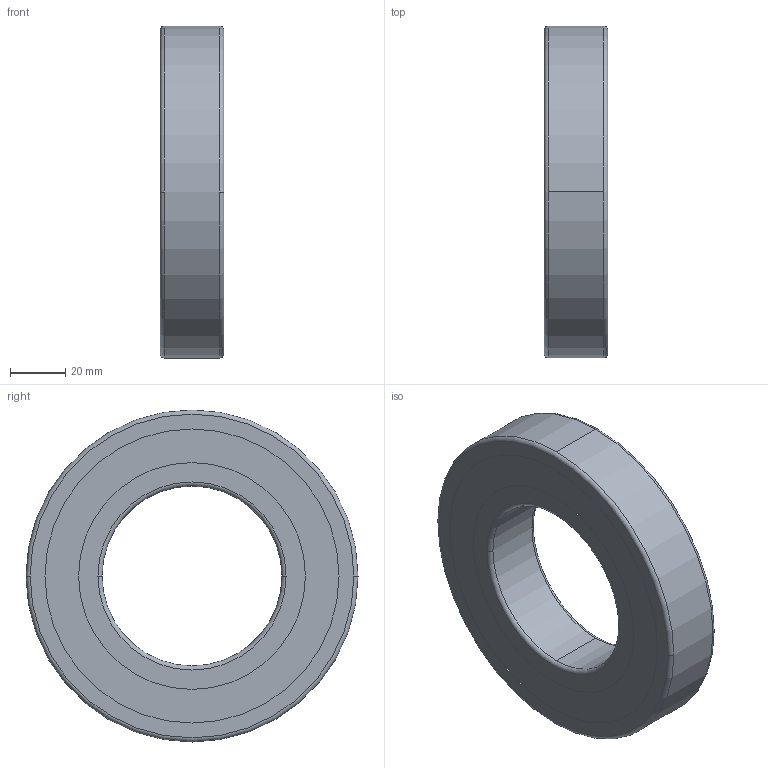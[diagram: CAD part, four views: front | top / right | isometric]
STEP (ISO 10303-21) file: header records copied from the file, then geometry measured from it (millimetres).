
FILE_DESCRIPTION(('STEP AP214'),'1');
FILE_NAME('6213-2rsr.stp','2025-10-02T20:22:54',('TraceParts'),('TraceParts S.A.S.'),'Spatial InterOp 3D',' ',' ');
FILE_SCHEMA(('AUTOMOTIVE_DESIGN { 1 0 10303 214 1 1 1 1 }'));
Length unit declared in the file: millimetre
Products named in the file (1): inafag_6213-2rsr_5ej6u732u5787pkwiro47079s_1
Bounding box: 23 x 120 x 120 mm (x, y, z)
Volume: 156095.3 mm3; surface area: 69696.9 mm2
Topology: 9 solids, 9 shells, 72 faces, 188 edges, 116 vertices
Faces by surface type: cylinder 36, torus 16, plane 12, sphere 8
Entity records: 3305 total; most frequent: CARTESIAN_POINT 905, DIRECTION 418, ORIENTED_EDGE 344, AXIS2_PLACEMENT_3D 189, EDGE_CURVE 172, VERTEX_POINT 116, CIRCLE 108, EDGE_LOOP 88
